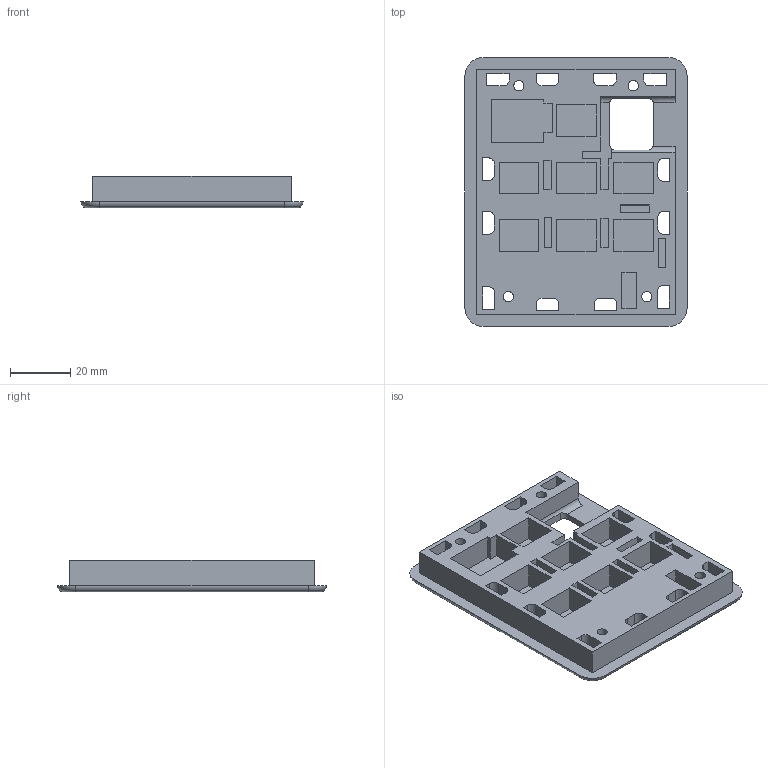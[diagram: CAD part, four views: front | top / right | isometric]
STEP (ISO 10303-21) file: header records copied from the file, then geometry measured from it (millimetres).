
FILE_DESCRIPTION(/* description */ (''),/* implementation_level */ '2;1');
FILE_NAME(/* name */ 'case bottom.step',/* time_stamp */ '2025-06-26T00:28:40+08:00',/* author */ (''),/* organization */ (''),/* preprocessor_version */ 'ST-DEVELOPER v20.1',/* originating_system */ 'Autodesk Translation Framework v14.10.0.0',/* authorisation */ '');
FILE_SCHEMA (('AUTOMOTIVE_DESIGN { 1 0 10303 214 3 1 1 }'));
Length unit declared in the file: millimetre
Products named in the file (1): 2025-06-26-00-28-40-634
Bounding box: 73.75 x 89.25 x 10.5 mm (x, y, z)
Volume: 36581.6 mm3; surface area: 23689 mm2
Topology: 1 solids, 1 shells, 220 faces, 600 edges, 400 vertices
Faces by surface type: plane 178, cylinder 38, torus 4
Full cylindrical faces by diameter (mm): 3.4 x4, 6 x4
Entity records: 7021 total; most frequent: CARTESIAN_POINT 1261, ORIENTED_EDGE 1200, DIRECTION 1122, EDGE_CURVE 600, LINE 512, VECTOR 512, VERTEX_POINT 400, AXIS2_PLACEMENT_3D 305
